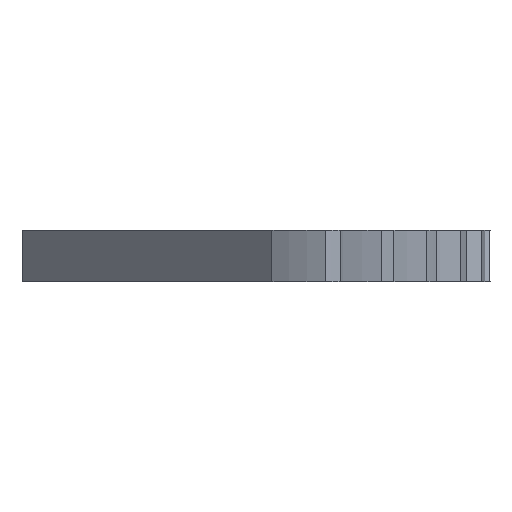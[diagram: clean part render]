
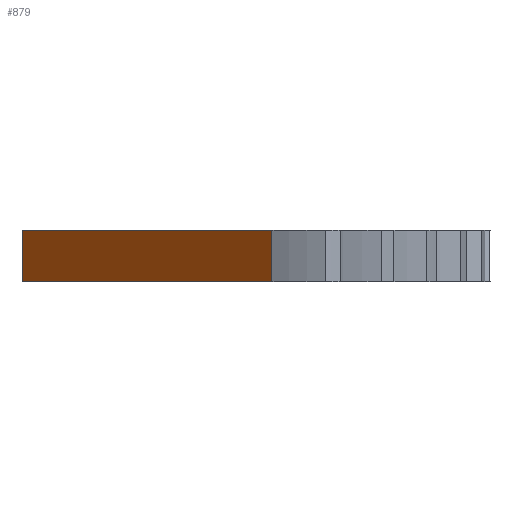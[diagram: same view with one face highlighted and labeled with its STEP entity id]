
A CAD part, left-side view. The second image highlights one B-rep face of the part: STEP entity #879.
In plain terms, the highlighted planar face has unit normal (-0.664, 0.748, 0).
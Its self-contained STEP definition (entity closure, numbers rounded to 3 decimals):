
#19=PLANE('',#995);
#25=FACE_OUTER_BOUND('',#75,.T.);
#75=EDGE_LOOP('',(#607,#608,#609,#610));
#211=LINE('',#1418,#262);
#213=LINE('',#1426,#264);
#218=LINE('',#1526,#269);
#219=LINE('',#1527,#270);
#262=VECTOR('',#1087,10.);
#264=VECTOR('',#1095,10.);
#269=VECTOR('',#1196,10.);
#270=VECTOR('',#1197,10.);
#313=VERTEX_POINT('',#1416);
#314=VERTEX_POINT('',#1417);
#317=VERTEX_POINT('',#1425);
#364=VERTEX_POINT('',#1525);
#407=EDGE_CURVE('',#313,#314,#211,.T.);
#411=EDGE_CURVE('',#313,#317,#213,.T.);
#461=EDGE_CURVE('',#364,#314,#218,.T.);
#462=EDGE_CURVE('',#364,#317,#219,.T.);
#607=ORIENTED_EDGE('',*,*,#461,.F.);
#608=ORIENTED_EDGE('',*,*,#462,.T.);
#609=ORIENTED_EDGE('',*,*,#411,.F.);
#610=ORIENTED_EDGE('',*,*,#407,.T.);
#879=ADVANCED_FACE('',(#25),#19,.F.);
#995=AXIS2_PLACEMENT_3D('',#1524,#1194,#1195);
#1087=DIRECTION('',(0.,0.,-1.));
#1095=DIRECTION('',(-0.748,-0.664,0.));
#1194=DIRECTION('center_axis',(0.664,-0.748,0.));
#1195=DIRECTION('ref_axis',(0.,0.,-1.));
#1196=DIRECTION('',(0.748,0.664,0.));
#1197=DIRECTION('',(0.,0.,1.));
#1416=CARTESIAN_POINT('',(-1.495,-1.329,1.));
#1417=CARTESIAN_POINT('',(-1.495,-1.329,0.));
#1418=CARTESIAN_POINT('',(-1.495,-1.329,0.));
#1425=CARTESIAN_POINT('',(-7.008,-6.227,1.));
#1426=CARTESIAN_POINT('',(-3.504,-3.114,1.));
#1524=CARTESIAN_POINT('Origin',(-7.008,-6.227,0.));
#1525=CARTESIAN_POINT('',(-7.008,-6.227,0.));
#1526=CARTESIAN_POINT('',(-3.504,-3.114,0.));
#1527=CARTESIAN_POINT('',(-7.008,-6.227,0.));
